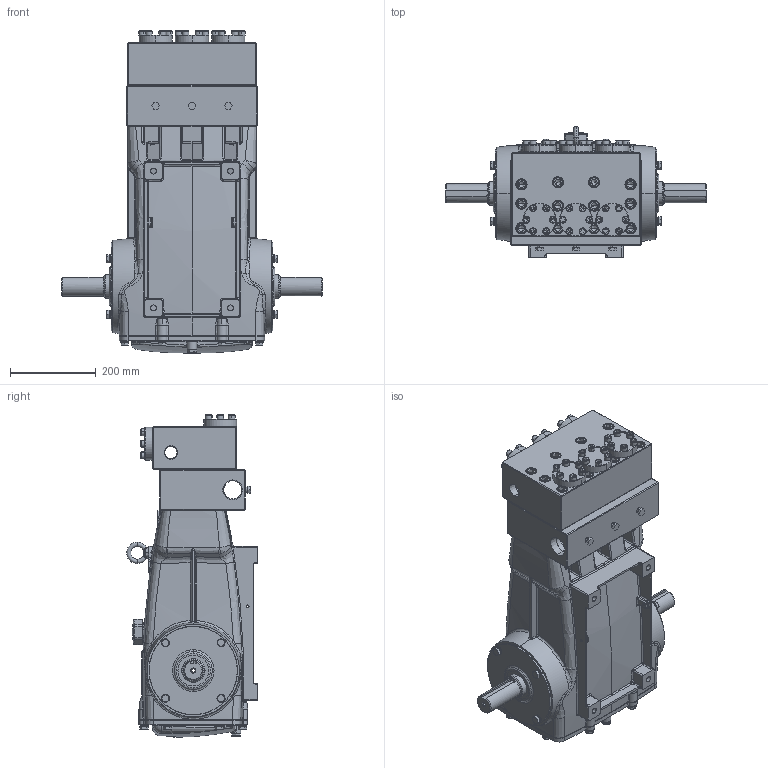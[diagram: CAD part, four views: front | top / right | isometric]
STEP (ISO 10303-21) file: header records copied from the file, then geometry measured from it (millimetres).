
FILE_DESCRIPTION (( 'STEP AP203' ), '1' );
FILE_NAME ('6831.STEP', '2022-06-02T13:14:51', ( '' ), ( '' ), 'SwSTEP 2.0', 'SolidWorks 2021', '' );
FILE_SCHEMA (( 'CONFIG_CONTROL_DESIGN' ));
Length unit declared in the file: inch
Products named in the file (1): 6831
Bounding box: 610 x 306 x 753.96 mm (x, y, z)
Surface area: 1444750.6 mm2 (no closed solid volume)
Topology: 0 solids, 138 shells, 1855 faces, 5463 edges, 3541 vertices
Faces by surface type: plane 719, cylinder 414, bspline 314, cone 275, torus 94, sphere 39
Entity records: 80502 total; most frequent: CARTESIAN_POINT 33911, DIRECTION 9551, ORIENTED_EDGE 9046, EDGE_CURVE 5339, AXIS2_PLACEMENT_3D 3642, VERTEX_POINT 3525, LINE 2267, VECTOR 2267
